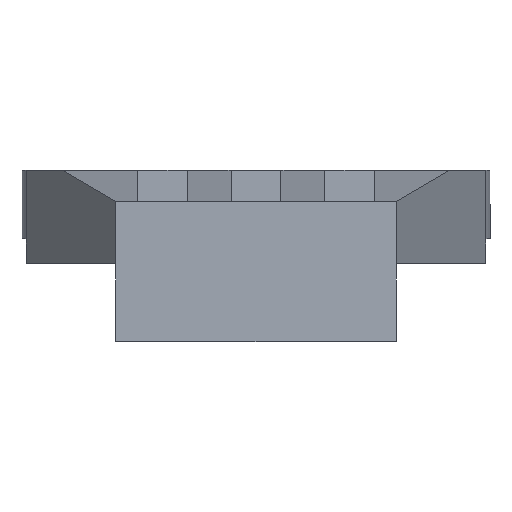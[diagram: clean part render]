
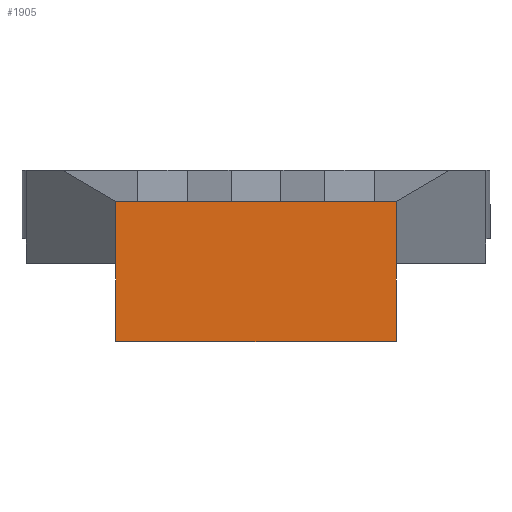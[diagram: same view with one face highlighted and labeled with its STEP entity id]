
A CAD part, front view. The second image highlights one B-rep face of the part: STEP entity #1905.
In plain terms, the highlighted planar face has unit normal (0, -1, 0).
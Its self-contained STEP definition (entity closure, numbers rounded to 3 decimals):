
#4 = VERTEX_POINT ( 'NONE', #1396 ) ;
#26 = DIRECTION ( 'NONE',  ( 0., 1., 0. ) ) ;
#66 = EDGE_CURVE ( 'NONE', #4, #884, #1167, .T. ) ;
#98 = VECTOR ( 'NONE', #642, 1000. ) ;
#198 = ORIENTED_EDGE ( 'NONE', *, *, #347, .T. ) ;
#243 = VECTOR ( 'NONE', #1722, 1000. ) ;
#244 = FACE_OUTER_BOUND ( 'NONE', #1253, .T. ) ;
#337 = DIRECTION ( 'NONE',  ( 0., 0., 1. ) ) ;
#347 = EDGE_CURVE ( 'NONE', #1023, #1438, #1895, .T. ) ;
#382 = CARTESIAN_POINT ( 'NONE',  ( -22.5, -82.5, -12.5 ) ) ;
#520 = DIRECTION ( 'NONE',  ( -1., 0., 0. ) ) ;
#527 = VECTOR ( 'NONE', #1416, 1000. ) ;
#562 = DIRECTION ( 'NONE',  ( 0., 0., 1. ) ) ;
#642 = DIRECTION ( 'NONE',  ( -1., 0., 0. ) ) ;
#677 = ORIENTED_EDGE ( 'NONE', *, *, #1072, .F. ) ;
#692 = CARTESIAN_POINT ( 'NONE',  ( -22.5, -82.5, 10. ) ) ;
#733 = CARTESIAN_POINT ( 'NONE',  ( -22.5, -82.5, 15. ) ) ;
#743 = CARTESIAN_POINT ( 'NONE',  ( 22.5, -82.5, 0. ) ) ;
#790 = VERTEX_POINT ( 'NONE', #1842 ) ;
#821 = EDGE_CURVE ( 'NONE', #946, #790, #2068, .T. ) ;
#842 = PLANE ( 'NONE',  #1006 ) ;
#884 = VERTEX_POINT ( 'NONE', #743 ) ;
#900 = CARTESIAN_POINT ( 'NONE',  ( 22.5, -82.5, -12.5 ) ) ;
#946 = VERTEX_POINT ( 'NONE', #382 ) ;
#949 = ORIENTED_EDGE ( 'NONE', *, *, #66, .T. ) ;
#977 = LINE ( 'NONE', #733, #527 ) ;
#1006 = AXIS2_PLACEMENT_3D ( 'NONE', #1352, #26, #337 ) ;
#1023 = VERTEX_POINT ( 'NONE', #1108 ) ;
#1040 = CARTESIAN_POINT ( 'NONE',  ( 22.5, -82.5, 15. ) ) ;
#1057 = VECTOR ( 'NONE', #562, 1000. ) ;
#1072 = EDGE_CURVE ( 'NONE', #4, #946, #1859, .T. ) ;
#1108 = CARTESIAN_POINT ( 'NONE',  ( 22.5, -82.5, 10. ) ) ;
#1167 = LINE ( 'NONE', #900, #243 ) ;
#1206 = DIRECTION ( 'NONE',  ( 0., 0., -1. ) ) ;
#1211 = ORIENTED_EDGE ( 'NONE', *, *, #1964, .F. ) ;
#1253 = EDGE_LOOP ( 'NONE', ( #198, #1833, #1303, #677, #949, #1211 ) ) ;
#1303 = ORIENTED_EDGE ( 'NONE', *, *, #821, .F. ) ;
#1319 = LINE ( 'NONE', #1040, #1792 ) ;
#1352 = CARTESIAN_POINT ( 'NONE',  ( 0., -82.5, 15. ) ) ;
#1396 = CARTESIAN_POINT ( 'NONE',  ( 22.5, -82.5, -12.5 ) ) ;
#1416 = DIRECTION ( 'NONE',  ( 0., 0., -1. ) ) ;
#1438 = VERTEX_POINT ( 'NONE', #692 ) ;
#1448 = CARTESIAN_POINT ( 'NONE',  ( 22.5, -82.5, -12.5 ) ) ;
#1522 = CARTESIAN_POINT ( 'NONE',  ( 35., -82.5, 10. ) ) ;
#1568 = EDGE_CURVE ( 'NONE', #1438, #790, #977, .T. ) ;
#1722 = DIRECTION ( 'NONE',  ( 0., 0., 1. ) ) ;
#1725 = CARTESIAN_POINT ( 'NONE',  ( -22.5, -82.5, -12.5 ) ) ;
#1792 = VECTOR ( 'NONE', #1206, 1000. ) ;
#1833 = ORIENTED_EDGE ( 'NONE', *, *, #1568, .T. ) ;
#1842 = CARTESIAN_POINT ( 'NONE',  ( -22.5, -82.5, 0. ) ) ;
#1859 = LINE ( 'NONE', #1448, #98 ) ;
#1895 = LINE ( 'NONE', #1522, #2099 ) ;
#1905 = ADVANCED_FACE ( 'NONE', ( #244 ), #842, .F. ) ;
#1964 = EDGE_CURVE ( 'NONE', #1023, #884, #1319, .T. ) ;
#2068 = LINE ( 'NONE', #1725, #1057 ) ;
#2099 = VECTOR ( 'NONE', #520, 1000. ) ;
